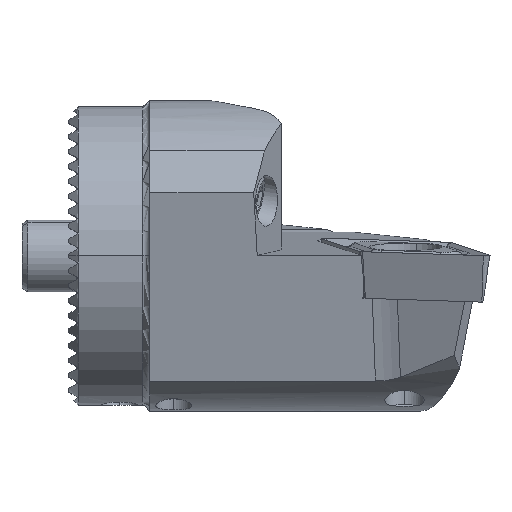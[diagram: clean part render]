
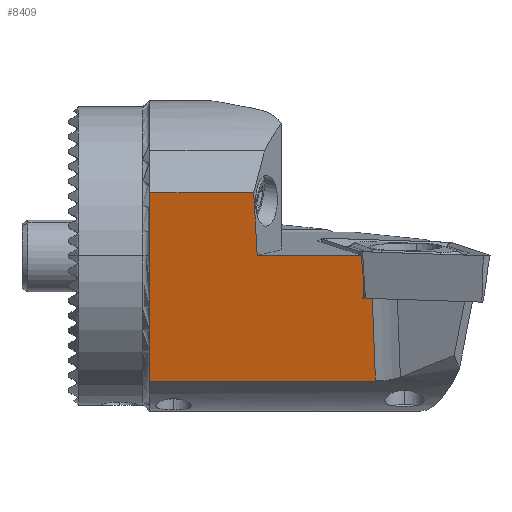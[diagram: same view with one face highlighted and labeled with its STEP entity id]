
A CAD part, top view. The second image highlights one B-rep face of the part: STEP entity #8409.
In plain terms, the highlighted planar face has unit normal (0, -0.219, 0.976).
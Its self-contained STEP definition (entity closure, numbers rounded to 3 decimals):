
#174 = CARTESIAN_POINT ( 'NONE',  ( 25.143, -3.575, 13.033 ) ) ;
#244 = AXIS2_PLACEMENT_3D ( 'NONE', #1354, #1455, #9671 ) ;
#398 = CARTESIAN_POINT ( 'NONE',  ( 6.5, 5.281, 15.025 ) ) ;
#880 = LINE ( 'NONE', #12518, #2007 ) ;
#1063 = VERTEX_POINT ( 'NONE', #7177 ) ;
#1188 = VECTOR ( 'NONE', #14573, 1000. ) ;
#1202 = DIRECTION ( 'NONE',  ( -0.037, 0.975, 0.219 ) ) ;
#1345 = EDGE_CURVE ( 'NONE', #12083, #3892, #1480, .T. ) ;
#1354 = CARTESIAN_POINT ( 'NONE',  ( 25.881, -23.111, 8.639 ) ) ;
#1447 = VECTOR ( 'NONE', #13882, 1000. ) ;
#1455 = DIRECTION ( 'NONE',  ( 0., 0.219, -0.976 ) ) ;
#1480 = LINE ( 'NONE', #4495, #12665 ) ;
#1726 = VERTEX_POINT ( 'NONE', #14496 ) ;
#1892 = EDGE_CURVE ( 'NONE', #1063, #1726, #13749, .T. ) ;
#1931 = VECTOR ( 'NONE', #8603, 1000. ) ;
#2007 = VECTOR ( 'NONE', #6589, 1000. ) ;
#2166 = ORIENTED_EDGE ( 'NONE', *, *, #1345, .F. ) ;
#3460 = CARTESIAN_POINT ( 'NONE',  ( 24.19, 0.308, 13.907 ) ) ;
#3757 = CARTESIAN_POINT ( 'NONE',  ( -0.6, -10.49, 11.478 ) ) ;
#3892 = VERTEX_POINT ( 'NONE', #174 ) ;
#4081 = CARTESIAN_POINT ( 'NONE',  ( 24.36, -3.575, 13.033 ) ) ;
#4134 = VERTEX_POINT ( 'NONE', #8720 ) ;
#4270 = ORIENTED_EDGE ( 'NONE', *, *, #10494, .F. ) ;
#4397 = DIRECTION ( 'NONE',  ( 1., 0., 0. ) ) ;
#4495 = CARTESIAN_POINT ( 'NONE',  ( 21.112, -3.575, 13.033 ) ) ;
#4512 = ORIENTED_EDGE ( 'NONE', *, *, #1892, .T. ) ;
#4623 = LINE ( 'NONE', #5579, #1447 ) ;
#4871 = EDGE_CURVE ( 'NONE', #13321, #12083, #10879, .T. ) ;
#5579 = CARTESIAN_POINT ( 'NONE',  ( 16.813, -23.591, 8.531 ) ) ;
#5759 = CARTESIAN_POINT ( 'NONE',  ( 24.415, -2.102, 13.365 ) ) ;
#5771 = LINE ( 'NONE', #6781, #9296 ) ;
#5854 = ORIENTED_EDGE ( 'NONE', *, *, #6512, .T. ) ;
#5899 = ORIENTED_EDGE ( 'NONE', *, *, #4871, .F. ) ;
#6142 = VECTOR ( 'NONE', #6848, 1000. ) ;
#6278 = CARTESIAN_POINT ( 'NONE',  ( 6.658, 5.281, 15.025 ) ) ;
#6431 = ORIENTED_EDGE ( 'NONE', *, *, #6536, .T. ) ;
#6512 = EDGE_CURVE ( 'NONE', #10406, #7590, #9933, .T. ) ;
#6536 = EDGE_CURVE ( 'NONE', #10431, #4134, #8816, .T. ) ;
#6589 = DIRECTION ( 'NONE',  ( 0., 0.976, 0.219 ) ) ;
#6647 = EDGE_LOOP ( 'NONE', ( #4270, #5854, #6777, #6431, #10226, #2166, #5899, #13767, #4512 ) ) ;
#6777 = ORIENTED_EDGE ( 'NONE', *, *, #11528, .F. ) ;
#6781 = CARTESIAN_POINT ( 'NONE',  ( 25.881, -23.111, 8.639 ) ) ;
#6848 = DIRECTION ( 'NONE',  ( -1., 0., 0. ) ) ;
#7177 = CARTESIAN_POINT ( 'NONE',  ( 24.216, 0.03, 13.844 ) ) ;
#7310 = CARTESIAN_POINT ( 'NONE',  ( 24.312, -4.864, 12.743 ) ) ;
#7322 = EDGE_CURVE ( 'NONE', #1063, #13321, #14757, .T. ) ;
#7467 = DIRECTION ( 'NONE',  ( -0.036, -0.975, -0.219 ) ) ;
#7590 = VERTEX_POINT ( 'NONE', #398 ) ;
#8227 = VECTOR ( 'NONE', #12989, 1000. ) ;
#8409 = ADVANCED_FACE ( 'NONE', ( #12113 ), #8478, .F. ) ;
#8478 = PLANE ( 'NONE',  #244 ) ;
#8603 = DIRECTION ( 'NONE',  ( -1., 0., 0. ) ) ;
#8615 = EDGE_CURVE ( 'NONE', #4134, #3892, #5771, .T. ) ;
#8720 = CARTESIAN_POINT ( 'NONE',  ( 25.405, -10.49, 11.478 ) ) ;
#8816 = LINE ( 'NONE', #3757, #1188 ) ;
#8842 = VECTOR ( 'NONE', #7467, 1000. ) ;
#9296 = VECTOR ( 'NONE', #1202, 1000. ) ;
#9671 = DIRECTION ( 'NONE',  ( 0., 0.976, 0.219 ) ) ;
#9933 = LINE ( 'NONE', #6278, #1931 ) ;
#10226 = ORIENTED_EDGE ( 'NONE', *, *, #8615, .T. ) ;
#10332 = CARTESIAN_POINT ( 'NONE',  ( -0.625, 0.03, 13.844 ) ) ;
#10406 = VERTEX_POINT ( 'NONE', #13683 ) ;
#10431 = VERTEX_POINT ( 'NONE', #11482 ) ;
#10494 = EDGE_CURVE ( 'NONE', #10406, #1726, #4623, .T. ) ;
#10879 = LINE ( 'NONE', #7310, #8842 ) ;
#11482 = CARTESIAN_POINT ( 'NONE',  ( 6.5, -10.49, 11.478 ) ) ;
#11528 = EDGE_CURVE ( 'NONE', #10431, #7590, #880, .T. ) ;
#12083 = VERTEX_POINT ( 'NONE', #4081 ) ;
#12113 = FACE_OUTER_BOUND ( 'NONE', #6647, .T. ) ;
#12518 = CARTESIAN_POINT ( 'NONE',  ( 6.5, 12.267, 16.596 ) ) ;
#12665 = VECTOR ( 'NONE', #4397, 1000. ) ;
#12989 = DIRECTION ( 'NONE',  ( 0.091, -0.972, -0.219 ) ) ;
#13321 = VERTEX_POINT ( 'NONE', #5759 ) ;
#13683 = CARTESIAN_POINT ( 'NONE',  ( 15.209, 5.281, 15.025 ) ) ;
#13749 = LINE ( 'NONE', #10332, #6142 ) ;
#13767 = ORIENTED_EDGE ( 'NONE', *, *, #7322, .F. ) ;
#13882 = DIRECTION ( 'NONE',  ( 0.054, -0.974, -0.219 ) ) ;
#14496 = CARTESIAN_POINT ( 'NONE',  ( 15.501, 0.03, 13.844 ) ) ;
#14573 = DIRECTION ( 'NONE',  ( 1., 0., 0. ) ) ;
#14757 = LINE ( 'NONE', #3460, #8227 ) ;
